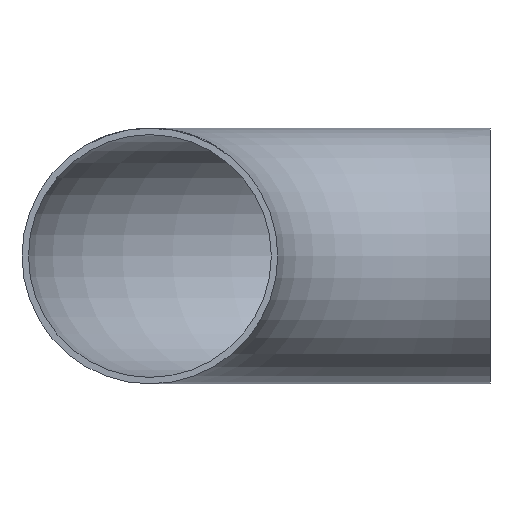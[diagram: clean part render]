
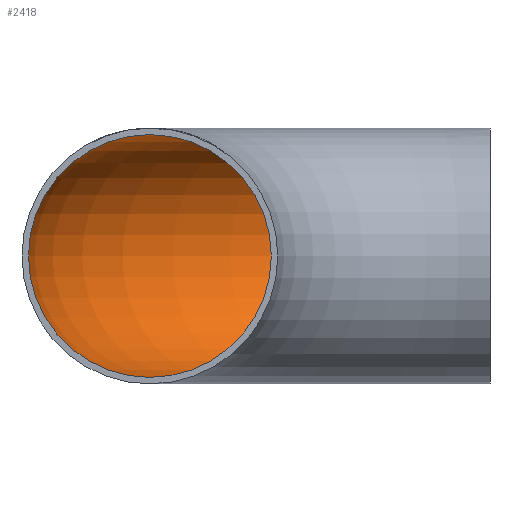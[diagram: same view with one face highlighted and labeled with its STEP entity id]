
A CAD part, front view. The second image highlights one B-rep face of the part: STEP entity #2418.
In plain terms, the highlighted toroidal (fillet/blend) face has major radius 152 mm and minor radius 54.25 mm.
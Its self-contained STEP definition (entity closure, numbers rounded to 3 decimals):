
#62 = CARTESIAN_POINT ( 'NONE',  ( -152., 0., 0. ) ) ;
#87 = DIRECTION ( 'NONE',  ( -1., 0., 0. ) ) ;
#110 = DIRECTION ( 'NONE',  ( 0., 0., 1. ) ) ;
#525 = DIRECTION ( 'NONE',  ( 0., 0., -1. ) ) ;
#1197 = TOROIDAL_SURFACE ( 'NONE', #1996, 152., 54.25 ) ;
#1594 = CARTESIAN_POINT ( 'NONE',  ( 0., 0., 0. ) ) ;
#1862 = VERTEX_POINT ( 'NONE', #3911 ) ;
#1996 = AXIS2_PLACEMENT_3D ( 'NONE', #1594, #525, #87 ) ;
#2294 = CARTESIAN_POINT ( 'NONE',  ( 0., 152., 0. ) ) ;
#2346 = AXIS2_PLACEMENT_3D ( 'NONE', #62, #6777, #110 ) ;
#2356 = FACE_OUTER_BOUND ( 'NONE', #5600, .T. ) ;
#2390 = EDGE_CURVE ( 'NONE', #1862, #1862, #3488, .T. ) ;
#2418 = ADVANCED_FACE ( 'NONE', ( #6587, #2356 ), #1197, .F. ) ;
#2545 = DIRECTION ( 'NONE',  ( 0., 1., 0. ) ) ;
#2675 = EDGE_CURVE ( 'NONE', #2936, #2936, #5517, .T. ) ;
#2774 = AXIS2_PLACEMENT_3D ( 'NONE', #2294, #4211, #2545 ) ;
#2798 = EDGE_LOOP ( 'NONE', ( #2892 ) ) ;
#2892 = ORIENTED_EDGE ( 'NONE', *, *, #2675, .T. ) ;
#2936 = VERTEX_POINT ( 'NONE', #5107 ) ;
#3488 = CIRCLE ( 'NONE', #2346, 54.25 ) ;
#3911 = CARTESIAN_POINT ( 'NONE',  ( -152., 0., 54.25 ) ) ;
#4211 = DIRECTION ( 'NONE',  ( 1., 0., 0. ) ) ;
#5107 = CARTESIAN_POINT ( 'NONE',  ( 0., 206.25, 0. ) ) ;
#5517 = CIRCLE ( 'NONE', #2774, 54.25 ) ;
#5600 = EDGE_LOOP ( 'NONE', ( #5691 ) ) ;
#5691 = ORIENTED_EDGE ( 'NONE', *, *, #2390, .F. ) ;
#6587 = FACE_OUTER_BOUND ( 'NONE', #2798, .T. ) ;
#6777 = DIRECTION ( 'NONE',  ( 0., 1., 0. ) ) ;
